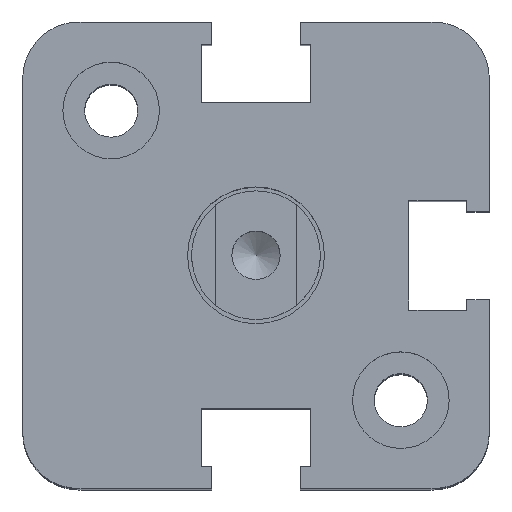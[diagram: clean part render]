
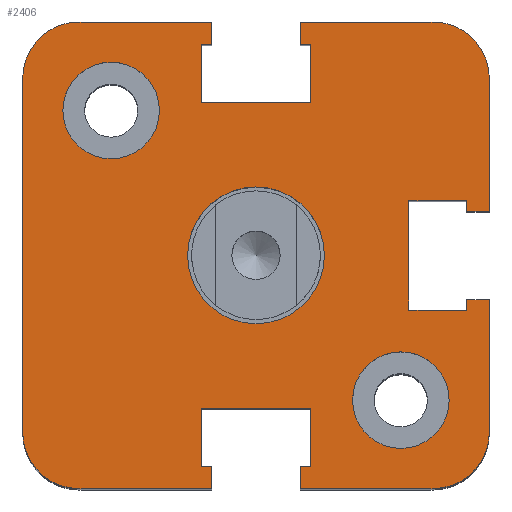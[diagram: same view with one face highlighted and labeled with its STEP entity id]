
A CAD part, top view. The second image highlights one B-rep face of the part: STEP entity #2406.
In plain terms, the highlighted planar face has unit normal (0, 0, 1).
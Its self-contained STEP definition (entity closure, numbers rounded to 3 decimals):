
#198=LINE('',#3770,#470);
#199=LINE('',#3772,#471);
#200=LINE('',#3776,#472);
#201=LINE('',#3778,#473);
#202=LINE('',#3780,#474);
#203=LINE('',#3782,#475);
#204=LINE('',#3784,#476);
#205=LINE('',#3786,#477);
#206=LINE('',#3788,#478);
#207=LINE('',#3790,#479);
#208=LINE('',#3792,#480);
#209=LINE('',#3796,#481);
#210=LINE('',#3800,#482);
#211=LINE('',#3802,#483);
#212=LINE('',#3804,#484);
#213=LINE('',#3806,#485);
#214=LINE('',#3808,#486);
#215=LINE('',#3810,#487);
#216=LINE('',#3812,#488);
#217=LINE('',#3814,#489);
#218=LINE('',#3816,#490);
#219=LINE('',#3820,#491);
#220=LINE('',#3822,#492);
#221=LINE('',#3824,#493);
#222=LINE('',#3826,#494);
#223=LINE('',#3828,#495);
#224=LINE('',#3830,#496);
#225=LINE('',#3831,#497);
#470=VECTOR('',#3088,1.4);
#471=VECTOR('',#3089,8.25);
#472=VECTOR('',#3092,8.25);
#473=VECTOR('',#3093,1.4);
#474=VECTOR('',#3094,0.65);
#475=VECTOR('',#3095,3.6);
#476=VECTOR('',#3096,6.8);
#477=VECTOR('',#3097,3.6);
#478=VECTOR('',#3098,0.65);
#479=VECTOR('',#3099,1.4);
#480=VECTOR('',#3100,8.25);
#481=VECTOR('',#3103,22.);
#482=VECTOR('',#3106,8.25);
#483=VECTOR('',#3107,1.4);
#484=VECTOR('',#3108,0.65);
#485=VECTOR('',#3109,3.6);
#486=VECTOR('',#3110,6.8);
#487=VECTOR('',#3111,3.6);
#488=VECTOR('',#3112,0.65);
#489=VECTOR('',#3113,1.4);
#490=VECTOR('',#3114,8.25);
#491=VECTOR('',#3117,8.25);
#492=VECTOR('',#3118,1.4);
#493=VECTOR('',#3119,0.65);
#494=VECTOR('',#3120,3.6);
#495=VECTOR('',#3121,6.8);
#496=VECTOR('',#3122,3.6);
#497=VECTOR('',#3123,0.65);
#630=PLANE('',#2587);
#695=FACE_BOUND('',#952,.T.);
#696=FACE_BOUND('',#953,.T.);
#697=FACE_BOUND('',#954,.T.);
#793=FACE_OUTER_BOUND('',#951,.T.);
#951=EDGE_LOOP('',(#2058,#2059,#2060,#2061,#2062,#2063,#2064,#2065,#2066,
#2067,#2068,#2069,#2070,#2071,#2072,#2073,#2074,#2075,#2076,#2077,#2078,
#2079,#2080,#2081,#2082,#2083,#2084,#2085,#2086,#2087,#2088,#2089));
#952=EDGE_LOOP('',(#2090));
#953=EDGE_LOOP('',(#2091));
#954=EDGE_LOOP('',(#2092));
#1041=CIRCLE('',#2570,4.25);
#1043=CIRCLE('',#2573,3.);
#1047=CIRCLE('',#2579,3.);
#1053=CIRCLE('',#2588,3.5);
#1054=CIRCLE('',#2589,3.5);
#1055=CIRCLE('',#2590,3.5);
#1056=CIRCLE('',#2591,3.5);
#1212=VERTEX_POINT('',#3738);
#1214=VERTEX_POINT('',#3743);
#1218=VERTEX_POINT('',#3753);
#1224=VERTEX_POINT('',#3768);
#1225=VERTEX_POINT('',#3769);
#1226=VERTEX_POINT('',#3771);
#1227=VERTEX_POINT('',#3773);
#1228=VERTEX_POINT('',#3775);
#1229=VERTEX_POINT('',#3777);
#1230=VERTEX_POINT('',#3779);
#1231=VERTEX_POINT('',#3781);
#1232=VERTEX_POINT('',#3783);
#1233=VERTEX_POINT('',#3785);
#1234=VERTEX_POINT('',#3787);
#1235=VERTEX_POINT('',#3789);
#1236=VERTEX_POINT('',#3791);
#1237=VERTEX_POINT('',#3793);
#1238=VERTEX_POINT('',#3795);
#1239=VERTEX_POINT('',#3797);
#1240=VERTEX_POINT('',#3799);
#1241=VERTEX_POINT('',#3801);
#1242=VERTEX_POINT('',#3803);
#1243=VERTEX_POINT('',#3805);
#1244=VERTEX_POINT('',#3807);
#1245=VERTEX_POINT('',#3809);
#1246=VERTEX_POINT('',#3811);
#1247=VERTEX_POINT('',#3813);
#1248=VERTEX_POINT('',#3815);
#1249=VERTEX_POINT('',#3817);
#1250=VERTEX_POINT('',#3819);
#1251=VERTEX_POINT('',#3821);
#1252=VERTEX_POINT('',#3823);
#1253=VERTEX_POINT('',#3825);
#1254=VERTEX_POINT('',#3827);
#1255=VERTEX_POINT('',#3829);
#1507=EDGE_CURVE('',#1212,#1212,#1041,.T.);
#1509=EDGE_CURVE('',#1214,#1214,#1043,.T.);
#1513=EDGE_CURVE('',#1218,#1218,#1047,.T.);
#1519=EDGE_CURVE('',#1224,#1225,#198,.T.);
#1520=EDGE_CURVE('',#1226,#1225,#199,.T.);
#1521=EDGE_CURVE('',#1227,#1226,#1053,.T.);
#1522=EDGE_CURVE('',#1228,#1227,#200,.T.);
#1523=EDGE_CURVE('',#1228,#1229,#201,.T.);
#1524=EDGE_CURVE('',#1229,#1230,#202,.T.);
#1525=EDGE_CURVE('',#1230,#1231,#203,.T.);
#1526=EDGE_CURVE('',#1231,#1232,#204,.T.);
#1527=EDGE_CURVE('',#1232,#1233,#205,.T.);
#1528=EDGE_CURVE('',#1233,#1234,#206,.T.);
#1529=EDGE_CURVE('',#1234,#1235,#207,.T.);
#1530=EDGE_CURVE('',#1236,#1235,#208,.T.);
#1531=EDGE_CURVE('',#1237,#1236,#1054,.T.);
#1532=EDGE_CURVE('',#1238,#1237,#209,.T.);
#1533=EDGE_CURVE('',#1239,#1238,#1055,.T.);
#1534=EDGE_CURVE('',#1240,#1239,#210,.T.);
#1535=EDGE_CURVE('',#1240,#1241,#211,.T.);
#1536=EDGE_CURVE('',#1241,#1242,#212,.T.);
#1537=EDGE_CURVE('',#1242,#1243,#213,.T.);
#1538=EDGE_CURVE('',#1243,#1244,#214,.T.);
#1539=EDGE_CURVE('',#1244,#1245,#215,.T.);
#1540=EDGE_CURVE('',#1245,#1246,#216,.T.);
#1541=EDGE_CURVE('',#1246,#1247,#217,.T.);
#1542=EDGE_CURVE('',#1248,#1247,#218,.T.);
#1543=EDGE_CURVE('',#1249,#1248,#1056,.T.);
#1544=EDGE_CURVE('',#1250,#1249,#219,.T.);
#1545=EDGE_CURVE('',#1250,#1251,#220,.T.);
#1546=EDGE_CURVE('',#1251,#1252,#221,.T.);
#1547=EDGE_CURVE('',#1252,#1253,#222,.T.);
#1548=EDGE_CURVE('',#1253,#1254,#223,.T.);
#1549=EDGE_CURVE('',#1254,#1255,#224,.T.);
#1550=EDGE_CURVE('',#1255,#1224,#225,.T.);
#2058=ORIENTED_EDGE('',*,*,#1519,.T.);
#2059=ORIENTED_EDGE('',*,*,#1520,.F.);
#2060=ORIENTED_EDGE('',*,*,#1521,.F.);
#2061=ORIENTED_EDGE('',*,*,#1522,.F.);
#2062=ORIENTED_EDGE('',*,*,#1523,.T.);
#2063=ORIENTED_EDGE('',*,*,#1524,.T.);
#2064=ORIENTED_EDGE('',*,*,#1525,.T.);
#2065=ORIENTED_EDGE('',*,*,#1526,.T.);
#2066=ORIENTED_EDGE('',*,*,#1527,.T.);
#2067=ORIENTED_EDGE('',*,*,#1528,.T.);
#2068=ORIENTED_EDGE('',*,*,#1529,.T.);
#2069=ORIENTED_EDGE('',*,*,#1530,.F.);
#2070=ORIENTED_EDGE('',*,*,#1531,.F.);
#2071=ORIENTED_EDGE('',*,*,#1532,.F.);
#2072=ORIENTED_EDGE('',*,*,#1533,.F.);
#2073=ORIENTED_EDGE('',*,*,#1534,.F.);
#2074=ORIENTED_EDGE('',*,*,#1535,.T.);
#2075=ORIENTED_EDGE('',*,*,#1536,.T.);
#2076=ORIENTED_EDGE('',*,*,#1537,.T.);
#2077=ORIENTED_EDGE('',*,*,#1538,.T.);
#2078=ORIENTED_EDGE('',*,*,#1539,.T.);
#2079=ORIENTED_EDGE('',*,*,#1540,.T.);
#2080=ORIENTED_EDGE('',*,*,#1541,.T.);
#2081=ORIENTED_EDGE('',*,*,#1542,.F.);
#2082=ORIENTED_EDGE('',*,*,#1543,.F.);
#2083=ORIENTED_EDGE('',*,*,#1544,.F.);
#2084=ORIENTED_EDGE('',*,*,#1545,.T.);
#2085=ORIENTED_EDGE('',*,*,#1546,.T.);
#2086=ORIENTED_EDGE('',*,*,#1547,.T.);
#2087=ORIENTED_EDGE('',*,*,#1548,.T.);
#2088=ORIENTED_EDGE('',*,*,#1549,.T.);
#2089=ORIENTED_EDGE('',*,*,#1550,.T.);
#2090=ORIENTED_EDGE('',*,*,#1513,.T.);
#2091=ORIENTED_EDGE('',*,*,#1509,.T.);
#2092=ORIENTED_EDGE('',*,*,#1507,.T.);
#2406=ADVANCED_FACE('',(#793,#695,#696,#697),#630,.T.);
#2570=AXIS2_PLACEMENT_3D('',#3739,#3052,#3053);
#2573=AXIS2_PLACEMENT_3D('',#3744,#3058,#3059);
#2579=AXIS2_PLACEMENT_3D('',#3754,#3070,#3071);
#2587=AXIS2_PLACEMENT_3D('',#3767,#3086,#3087);
#2588=AXIS2_PLACEMENT_3D('',#3774,#3090,#3091);
#2589=AXIS2_PLACEMENT_3D('',#3794,#3101,#3102);
#2590=AXIS2_PLACEMENT_3D('',#3798,#3104,#3105);
#2591=AXIS2_PLACEMENT_3D('',#3818,#3115,#3116);
#3052=DIRECTION('center_axis',(0.,0.,-1.));
#3053=DIRECTION('ref_axis',(1.,0.,0.));
#3058=DIRECTION('center_axis',(0.,0.,-1.));
#3059=DIRECTION('ref_axis',(1.,0.,0.));
#3070=DIRECTION('center_axis',(0.,0.,-1.));
#3071=DIRECTION('ref_axis',(1.,0.,0.));
#3086=DIRECTION('center_axis',(0.,0.,1.));
#3087=DIRECTION('ref_axis',(1.,0.,0.));
#3088=DIRECTION('',(1.,0.,0.));
#3089=DIRECTION('',(0.,-1.,0.));
#3090=DIRECTION('center_axis',(0.,0.,-1.));
#3091=DIRECTION('ref_axis',(-1.,0.,0.));
#3092=DIRECTION('',(1.,0.,0.));
#3093=DIRECTION('',(0.,-1.,0.));
#3094=DIRECTION('',(1.,0.,0.));
#3095=DIRECTION('',(0.,-1.,0.));
#3096=DIRECTION('',(-1.,0.,0.));
#3097=DIRECTION('',(0.,1.,0.));
#3098=DIRECTION('',(1.,0.,0.));
#3099=DIRECTION('',(0.,1.,0.));
#3100=DIRECTION('',(1.,0.,0.));
#3101=DIRECTION('center_axis',(0.,0.,-1.));
#3102=DIRECTION('ref_axis',(0.,-1.,0.));
#3103=DIRECTION('',(0.,1.,0.));
#3104=DIRECTION('center_axis',(0.,0.,-1.));
#3105=DIRECTION('ref_axis',(1.,0.,0.));
#3106=DIRECTION('',(-1.,0.,0.));
#3107=DIRECTION('',(0.,1.,0.));
#3108=DIRECTION('',(-1.,0.,0.));
#3109=DIRECTION('',(0.,1.,0.));
#3110=DIRECTION('',(1.,0.,0.));
#3111=DIRECTION('',(0.,-1.,0.));
#3112=DIRECTION('',(-1.,0.,0.));
#3113=DIRECTION('',(0.,-1.,0.));
#3114=DIRECTION('',(-1.,0.,0.));
#3115=DIRECTION('center_axis',(0.,0.,-1.));
#3116=DIRECTION('ref_axis',(0.,1.,0.));
#3117=DIRECTION('',(0.,-1.,0.));
#3118=DIRECTION('',(-1.,0.,0.));
#3119=DIRECTION('',(0.,-1.,0.));
#3120=DIRECTION('',(-1.,0.,0.));
#3121=DIRECTION('',(0.,1.,0.));
#3122=DIRECTION('',(1.,0.,0.));
#3123=DIRECTION('',(0.,-1.,0.));
#3738=CARTESIAN_POINT('',(-4.25,0.,48.));
#3739=CARTESIAN_POINT('Origin',(0.,0.,48.));
#3743=CARTESIAN_POINT('',(-12.,9.,48.));
#3744=CARTESIAN_POINT('Origin',(-9.,9.,48.));
#3753=CARTESIAN_POINT('',(9.,-6.,48.));
#3754=CARTESIAN_POINT('Origin',(9.,-9.,48.));
#3767=CARTESIAN_POINT('Origin',(0.,0.,48.));
#3768=CARTESIAN_POINT('',(13.1,2.75,48.));
#3769=CARTESIAN_POINT('',(14.5,2.75,48.));
#3770=CARTESIAN_POINT('',(13.1,2.75,48.));
#3771=CARTESIAN_POINT('',(14.5,11.,48.));
#3772=CARTESIAN_POINT('',(14.5,11.,48.));
#3773=CARTESIAN_POINT('',(11.,14.5,48.));
#3774=CARTESIAN_POINT('Origin',(11.,11.,48.));
#3775=CARTESIAN_POINT('',(2.75,14.5,48.));
#3776=CARTESIAN_POINT('',(2.75,14.5,48.));
#3777=CARTESIAN_POINT('',(2.75,13.1,48.));
#3778=CARTESIAN_POINT('',(2.75,14.5,48.));
#3779=CARTESIAN_POINT('',(3.4,13.1,48.));
#3780=CARTESIAN_POINT('',(2.75,13.1,48.));
#3781=CARTESIAN_POINT('',(3.4,9.5,48.));
#3782=CARTESIAN_POINT('',(3.4,13.1,48.));
#3783=CARTESIAN_POINT('',(-3.4,9.5,48.));
#3784=CARTESIAN_POINT('',(3.4,9.5,48.));
#3785=CARTESIAN_POINT('',(-3.4,13.1,48.));
#3786=CARTESIAN_POINT('',(-3.4,9.5,48.));
#3787=CARTESIAN_POINT('',(-2.75,13.1,48.));
#3788=CARTESIAN_POINT('',(-3.4,13.1,48.));
#3789=CARTESIAN_POINT('',(-2.75,14.5,48.));
#3790=CARTESIAN_POINT('',(-2.75,13.1,48.));
#3791=CARTESIAN_POINT('',(-11.,14.5,48.));
#3792=CARTESIAN_POINT('',(-11.,14.5,48.));
#3793=CARTESIAN_POINT('',(-14.5,11.,48.));
#3794=CARTESIAN_POINT('Origin',(-11.,11.,48.));
#3795=CARTESIAN_POINT('',(-14.5,-11.,48.));
#3796=CARTESIAN_POINT('',(-14.5,-11.,48.));
#3797=CARTESIAN_POINT('',(-11.,-14.5,48.));
#3798=CARTESIAN_POINT('Origin',(-11.,-11.,48.));
#3799=CARTESIAN_POINT('',(-2.75,-14.5,48.));
#3800=CARTESIAN_POINT('',(-2.75,-14.5,48.));
#3801=CARTESIAN_POINT('',(-2.75,-13.1,48.));
#3802=CARTESIAN_POINT('',(-2.75,-14.5,48.));
#3803=CARTESIAN_POINT('',(-3.4,-13.1,48.));
#3804=CARTESIAN_POINT('',(-2.75,-13.1,48.));
#3805=CARTESIAN_POINT('',(-3.4,-9.5,48.));
#3806=CARTESIAN_POINT('',(-3.4,-13.1,48.));
#3807=CARTESIAN_POINT('',(3.4,-9.5,48.));
#3808=CARTESIAN_POINT('',(-3.4,-9.5,48.));
#3809=CARTESIAN_POINT('',(3.4,-13.1,48.));
#3810=CARTESIAN_POINT('',(3.4,-9.5,48.));
#3811=CARTESIAN_POINT('',(2.75,-13.1,48.));
#3812=CARTESIAN_POINT('',(3.4,-13.1,48.));
#3813=CARTESIAN_POINT('',(2.75,-14.5,48.));
#3814=CARTESIAN_POINT('',(2.75,-13.1,48.));
#3815=CARTESIAN_POINT('',(11.,-14.5,48.));
#3816=CARTESIAN_POINT('',(11.,-14.5,48.));
#3817=CARTESIAN_POINT('',(14.5,-11.,48.));
#3818=CARTESIAN_POINT('Origin',(11.,-11.,48.));
#3819=CARTESIAN_POINT('',(14.5,-2.75,48.));
#3820=CARTESIAN_POINT('',(14.5,-2.75,48.));
#3821=CARTESIAN_POINT('',(13.1,-2.75,48.));
#3822=CARTESIAN_POINT('',(14.5,-2.75,48.));
#3823=CARTESIAN_POINT('',(13.1,-3.4,48.));
#3824=CARTESIAN_POINT('',(13.1,-2.75,48.));
#3825=CARTESIAN_POINT('',(9.5,-3.4,48.));
#3826=CARTESIAN_POINT('',(13.1,-3.4,48.));
#3827=CARTESIAN_POINT('',(9.5,3.4,48.));
#3828=CARTESIAN_POINT('',(9.5,-3.4,48.));
#3829=CARTESIAN_POINT('',(13.1,3.4,48.));
#3830=CARTESIAN_POINT('',(9.5,3.4,48.));
#3831=CARTESIAN_POINT('',(13.1,3.4,48.));
